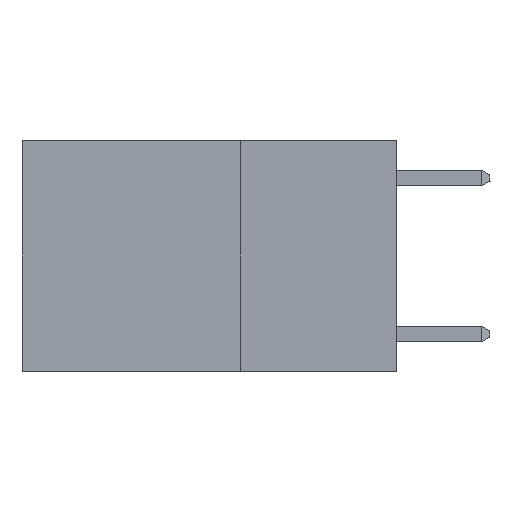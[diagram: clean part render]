
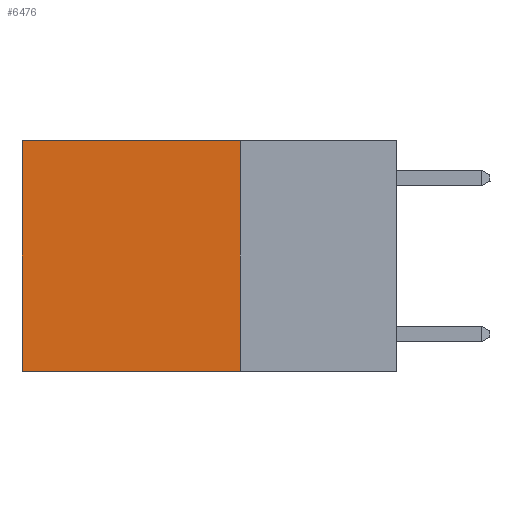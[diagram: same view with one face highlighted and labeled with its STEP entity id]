
A CAD part, left-side view. The second image highlights one B-rep face of the part: STEP entity #6476.
In plain terms, the highlighted planar face has unit normal (-1, 0, 0).
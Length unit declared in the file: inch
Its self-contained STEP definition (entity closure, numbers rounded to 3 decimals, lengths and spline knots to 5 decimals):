
#54 = ORIENTED_EDGE ( 'NONE', *, *, #929, .F. ) ;
#371 = DIRECTION ( 'NONE',  ( 0., 0., -1. ) ) ;
#606 = LINE ( 'NONE', #2372, #4509 ) ;
#929 = EDGE_CURVE ( 'NONE', #9730, #3316, #7914, .T. ) ;
#947 = CARTESIAN_POINT ( 'NONE',  ( 0.2625, 0.6, 0. ) ) ;
#956 = CARTESIAN_POINT ( 'NONE',  ( 0.2625, 0.25, 0. ) ) ;
#1059 = DIRECTION ( 'NONE',  ( 1., 0., 0. ) ) ;
#1261 = CARTESIAN_POINT ( 'NONE',  ( 0.2625, 0.25, 0. ) ) ;
#1488 = DIRECTION ( 'NONE',  ( 0., 0., -1. ) ) ;
#1640 = EDGE_CURVE ( 'NONE', #7966, #3316, #4330, .T. ) ;
#1772 = PLANE ( 'NONE',  #7156 ) ;
#1834 = LINE ( 'NONE', #4296, #5393 ) ;
#1867 = EDGE_CURVE ( 'NONE', #5466, #9730, #1834, .T. ) ;
#2238 = CARTESIAN_POINT ( 'NONE',  ( 0.2625, 0.6, -0.37 ) ) ;
#2372 = CARTESIAN_POINT ( 'NONE',  ( 0.2625, 0.25, 0. ) ) ;
#2955 = ORIENTED_EDGE ( 'NONE', *, *, #1640, .T. ) ;
#3138 = DIRECTION ( 'NONE',  ( 0., 1., 0. ) ) ;
#3222 = DIRECTION ( 'NONE',  ( 0., 0., -1. ) ) ;
#3316 = VERTEX_POINT ( 'NONE', #2238 ) ;
#3721 = ORIENTED_EDGE ( 'NONE', *, *, #1867, .F. ) ;
#4296 = CARTESIAN_POINT ( 'NONE',  ( 0.2625, 0.25, 0. ) ) ;
#4330 = LINE ( 'NONE', #9814, #7193 ) ;
#4509 = VECTOR ( 'NONE', #3138, 39.37008 ) ;
#4554 = EDGE_CURVE ( 'NONE', #5466, #7966, #606, .T. ) ;
#4819 = DIRECTION ( 'NONE',  ( 0., 1., 0. ) ) ;
#5393 = VECTOR ( 'NONE', #371, 39.37008 ) ;
#5466 = VERTEX_POINT ( 'NONE', #1261 ) ;
#5826 = VECTOR ( 'NONE', #4819, 39.37008 ) ;
#6324 = CARTESIAN_POINT ( 'NONE',  ( 0.2625, 0.25, -0.37 ) ) ;
#6476 = ADVANCED_FACE ( 'NONE', ( #6672 ), #1772, .F. ) ;
#6672 = FACE_OUTER_BOUND ( 'NONE', #8921, .T. ) ;
#7156 = AXIS2_PLACEMENT_3D ( 'NONE', #956, #1059, #3222 ) ;
#7193 = VECTOR ( 'NONE', #1488, 39.37008 ) ;
#7442 = CARTESIAN_POINT ( 'NONE',  ( 0.2625, 0.25, -0.37 ) ) ;
#7722 = ORIENTED_EDGE ( 'NONE', *, *, #4554, .T. ) ;
#7914 = LINE ( 'NONE', #6324, #5826 ) ;
#7966 = VERTEX_POINT ( 'NONE', #947 ) ;
#8921 = EDGE_LOOP ( 'NONE', ( #2955, #54, #3721, #7722 ) ) ;
#9730 = VERTEX_POINT ( 'NONE', #7442 ) ;
#9814 = CARTESIAN_POINT ( 'NONE',  ( 0.2625, 0.6, 0. ) ) ;
